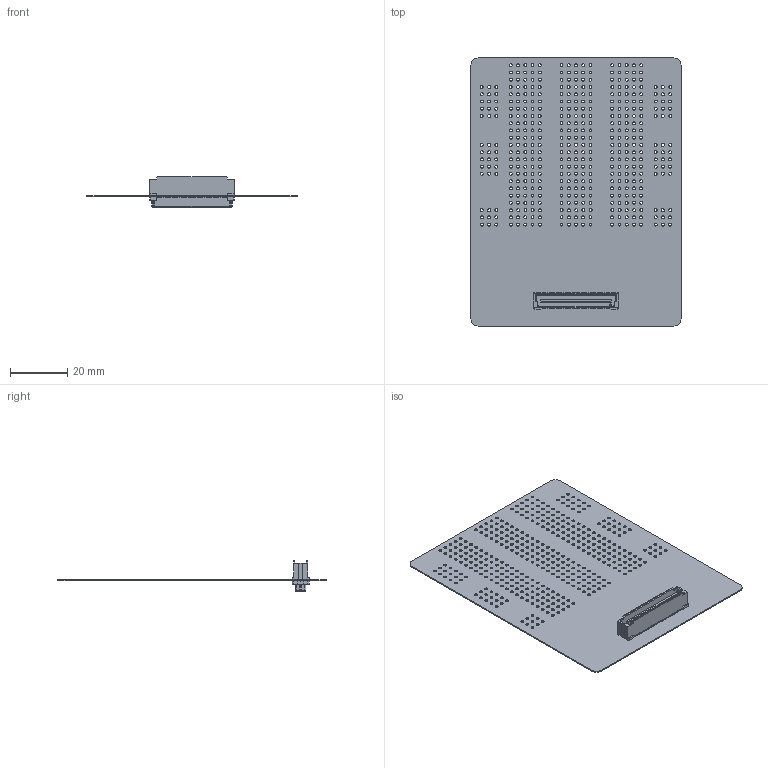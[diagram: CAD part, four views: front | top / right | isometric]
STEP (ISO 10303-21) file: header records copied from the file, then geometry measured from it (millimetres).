
FILE_DESCRIPTION(('Open CASCADE Model'),'2;1');
FILE_NAME('Open CASCADE Shape Model','2024-01-23T18:16:49',('Author'),( 'Open CASCADE'),'Open CASCADE STEP processor 7.5','Open CASCADE 7.5' ,'Unknown');
FILE_SCHEMA(('AUTOMOTIVE_DESIGN { 1 0 10303 214 1 1 1 1 }'));
Length unit declared in the file: millimetre
Products named in the file (3): Open CASCADE STEP translator 7.5 519; Open CASCADE STEP translator 7.5 520; Open CASCADE STEP translator 7.5 521
Bounding box: 73.66 x 93.98 x 10.71 mm (x, y, z)
Volume: 3665.6 mm3; surface area: 15617.7 mm2
Topology: 3 solids, 3 shells, 1586 faces, 4544 edges, 2967 vertices
Faces by surface type: plane 1099, cylinder 459, cone 24, sphere 2, bspline 2
Full cylindrical faces by diameter (mm): 1.016 x423
Entity records: 53162 total; most frequent: CARTESIAN_POINT 9147, ORIENTED_EDGE 9078, DIRECTION 8653, EDGE_CURVE 4539, LINE 3595, VECTOR 3595, VERTEX_POINT 2967, AXIS2_PLACEMENT_3D 2529
